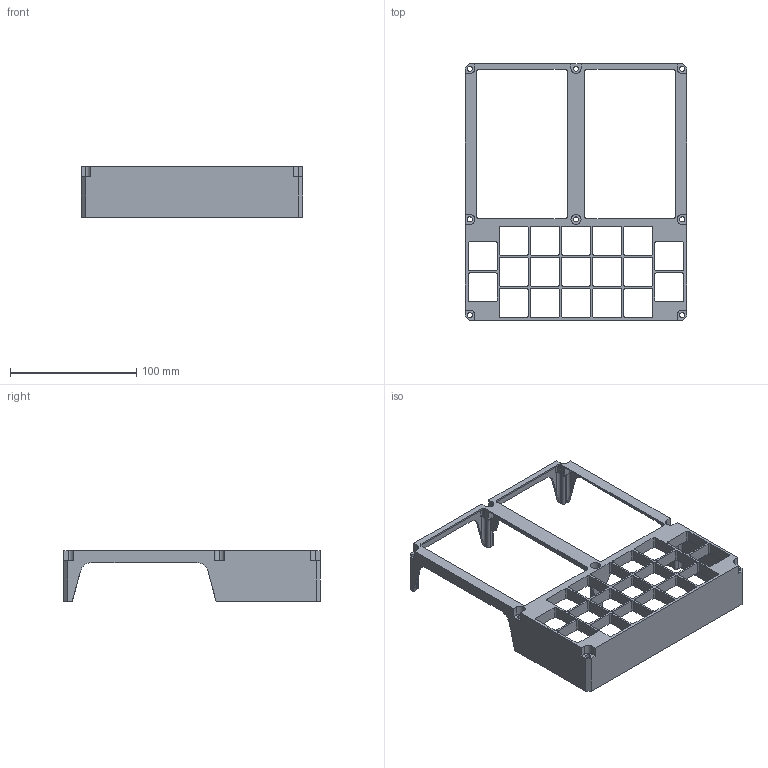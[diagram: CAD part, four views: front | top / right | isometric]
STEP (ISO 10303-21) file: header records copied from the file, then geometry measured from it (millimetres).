
FILE_DESCRIPTION (( 'STEP AP214' ), '1' );
FILE_NAME ('2004739A-021-ModFor3DPrint.stp', '2020-09-28T14:46:24', ( '' ), ( '' ), 'SwSTEP 2.0', 'SolidWorks 2019', '' );
FILE_SCHEMA (( 'AUTOMOTIVE_DESIGN' ));
Length unit declared in the file: inch
Products named in the file (1): 2004739A-021-ModFor3DPrint
Bounding box: 175.26 x 203.2 x 39.87 mm (x, y, z)
Volume: 64732.5 mm3; surface area: 80084.3 mm2
Topology: 1 solids, 1 shells, 488 faces, 1424 edges, 916 vertices
Faces by surface type: plane 250, cylinder 222, sphere 16
Entity records: 16170 total; most frequent: CARTESIAN_POINT 2903, ORIENTED_EDGE 2816, DIRECTION 2782, EDGE_CURVE 1408, LINE 952, VECTOR 952, VERTEX_POINT 916, AXIS2_PLACEMENT_3D 915
